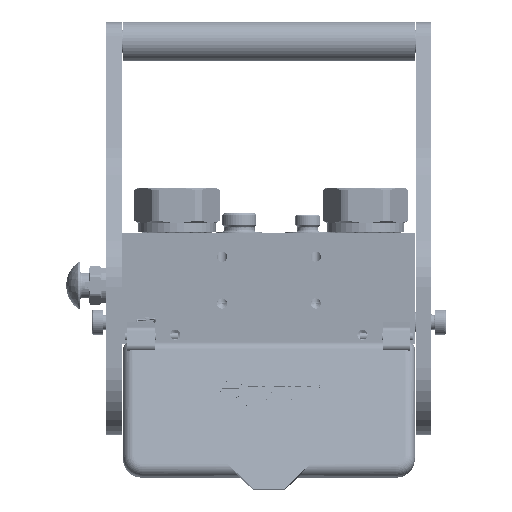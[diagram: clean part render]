
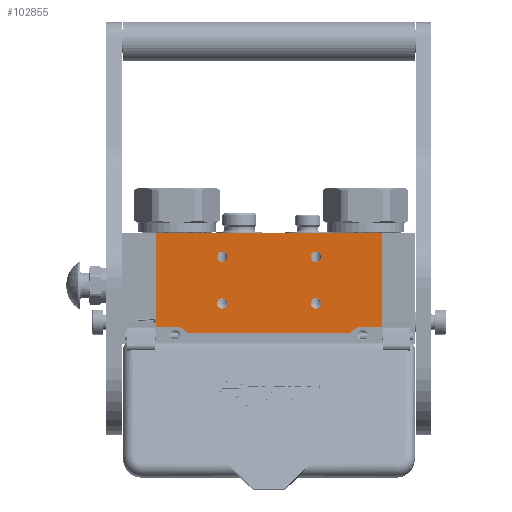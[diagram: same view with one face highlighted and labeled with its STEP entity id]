
A CAD part, left-side view. The second image highlights one B-rep face of the part: STEP entity #102855.
In plain terms, the highlighted face is planar.
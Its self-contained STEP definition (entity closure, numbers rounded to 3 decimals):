
#2592 = DIRECTION ( 'NONE',  ( 0., -1., 0. ) ) ;
#2627 = DIRECTION ( 'NONE',  ( 0., 0., -1. ) ) ;
#3781 = ORIENTED_EDGE ( 'NONE', *, *, #4347, .F. ) ;
#4114 = CARTESIAN_POINT ( 'NONE',  ( 124., 15., -108. ) ) ;
#4220 = CIRCLE ( 'NONE', #24797, 3.3 ) ;
#4347 = EDGE_CURVE ( 'NONE', #141785, #7050, #34718, .T. ) ;
#4672 = FACE_BOUND ( 'NONE', #142949, .T. ) ;
#5491 = LINE ( 'NONE', #103435, #52350 ) ;
#5841 = AXIS2_PLACEMENT_3D ( 'NONE', #50284, #2627, #146206 ) ;
#5949 = LINE ( 'NONE', #105539, #109034 ) ;
#7048 = ORIENTED_EDGE ( 'NONE', *, *, #17147, .F. ) ;
#7050 = VERTEX_POINT ( 'NONE', #101244 ) ;
#7961 = VECTOR ( 'NONE', #123813, 1000. ) ;
#9851 = LINE ( 'NONE', #150391, #95950 ) ;
#10213 = ORIENTED_EDGE ( 'NONE', *, *, #153063, .F. ) ;
#13510 = AXIS2_PLACEMENT_3D ( 'NONE', #70362, #21706, #58787 ) ;
#13877 = CARTESIAN_POINT ( 'NONE',  ( 64., 18.3, -108. ) ) ;
#14792 = DIRECTION ( 'NONE',  ( 0., 0., -1. ) ) ;
#15469 = DIRECTION ( 'NONE',  ( 0., 0., -1. ) ) ;
#15869 = VERTEX_POINT ( 'NONE', #127649 ) ;
#16007 = EDGE_CURVE ( 'NONE', #101865, #127268, #5949, .T. ) ;
#17147 = EDGE_CURVE ( 'NONE', #15869, #25623, #48879, .T. ) ;
#18989 = CIRCLE ( 'NONE', #54350, 3.3 ) ;
#19184 = VERTEX_POINT ( 'NONE', #127201 ) ;
#19203 = DIRECTION ( 'NONE',  ( 0., 0., -1. ) ) ;
#19824 = CIRCLE ( 'NONE', #43405, 3.3 ) ;
#20001 = CARTESIAN_POINT ( 'NONE',  ( 34., 60., -108. ) ) ;
#20712 = DIRECTION ( 'NONE',  ( 0., 1., 0. ) ) ;
#21706 = DIRECTION ( 'NONE',  ( 0., 0., -1. ) ) ;
#22224 = CARTESIAN_POINT ( 'NONE',  ( 34., 70., -108. ) ) ;
#22937 = CARTESIAN_POINT ( 'NONE',  ( 124., 15., -108. ) ) ;
#23023 = CARTESIAN_POINT ( 'NONE',  ( 64., 15., -108. ) ) ;
#23142 = ORIENTED_EDGE ( 'NONE', *, *, #122242, .F. ) ;
#23449 = FACE_BOUND ( 'NONE', #111811, .T. ) ;
#24797 = AXIS2_PLACEMENT_3D ( 'NONE', #23023, #142471, #46012 ) ;
#25623 = VERTEX_POINT ( 'NONE', #89867 ) ;
#29056 = VERTEX_POINT ( 'NONE', #48967 ) ;
#29413 = CIRCLE ( 'NONE', #5841, 10. ) ;
#30185 = LINE ( 'NONE', #76633, #142636 ) ;
#32791 = AXIS2_PLACEMENT_3D ( 'NONE', #22224, #34261, #154287 ) ;
#33554 = ORIENTED_EDGE ( 'NONE', *, *, #124307, .F. ) ;
#34261 = DIRECTION ( 'NONE',  ( 0., 0., -1. ) ) ;
#34718 = CIRCLE ( 'NONE', #98319, 3.3 ) ;
#36507 = FACE_BOUND ( 'NONE', #138526, .T. ) ;
#38624 = EDGE_CURVE ( 'NONE', #47341, #45185, #18989, .T. ) ;
#39013 = PLANE ( 'NONE',  #55709 ) ;
#39280 = ORIENTED_EDGE ( 'NONE', *, *, #100604, .F. ) ;
#39538 = DIRECTION ( 'NONE',  ( -1., 0., 0. ) ) ;
#40279 = FACE_BOUND ( 'NONE', #49436, .T. ) ;
#43242 = DIRECTION ( 'NONE',  ( 0., 1., 0. ) ) ;
#43405 = AXIS2_PLACEMENT_3D ( 'NONE', #4114, #112479, #87872 ) ;
#43988 = FACE_OUTER_BOUND ( 'NONE', #50534, .T. ) ;
#45185 = VERTEX_POINT ( 'NONE', #13877 ) ;
#46012 = DIRECTION ( 'NONE',  ( 0., 1., 0. ) ) ;
#47341 = VERTEX_POINT ( 'NONE', #72466 ) ;
#47589 = VERTEX_POINT ( 'NONE', #20001 ) ;
#48601 = DIRECTION ( 'NONE',  ( 0., 0., -1. ) ) ;
#48879 = CIRCLE ( 'NONE', #138326, 3.3 ) ;
#48967 = CARTESIAN_POINT ( 'NONE',  ( 124., 41.7, -108. ) ) ;
#49096 = CIRCLE ( 'NONE', #130795, 3.3 ) ;
#49356 = CARTESIAN_POINT ( 'NONE',  ( 64., 45., -108. ) ) ;
#49436 = EDGE_LOOP ( 'NONE', ( #7048, #149645 ) ) ;
#49652 = EDGE_CURVE ( 'NONE', #142861, #29056, #108194, .T. ) ;
#50284 = CARTESIAN_POINT ( 'NONE',  ( 154., 70., -108. ) ) ;
#50534 = EDGE_LOOP ( 'NONE', ( #39280, #73605, #131830, #147672, #23142, #82044, #10213, #64009 ) ) ;
#50918 = DIRECTION ( 'NONE',  ( 0., -1., 0. ) ) ;
#52106 = CARTESIAN_POINT ( 'NONE',  ( 166.7, 0., -108. ) ) ;
#52350 = VECTOR ( 'NONE', #128622, 1000. ) ;
#52692 = EDGE_CURVE ( 'NONE', #55458, #116925, #92244, .T. ) ;
#54350 = AXIS2_PLACEMENT_3D ( 'NONE', #97818, #48601, #60105 ) ;
#55458 = VERTEX_POINT ( 'NONE', #78222 ) ;
#55709 = AXIS2_PLACEMENT_3D ( 'NONE', #52106, #15469, #39538 ) ;
#58787 = DIRECTION ( 'NONE',  ( 0., 1., 0. ) ) ;
#59594 = LINE ( 'NONE', #91896, #63377 ) ;
#60018 = DIRECTION ( 'NONE',  ( 0., 0., -1. ) ) ;
#60105 = DIRECTION ( 'NONE',  ( 0., -1., 0. ) ) ;
#60458 = EDGE_CURVE ( 'NONE', #133897, #47589, #9851, .T. ) ;
#61244 = CARTESIAN_POINT ( 'NONE',  ( 124., 45., -108. ) ) ;
#62036 = CARTESIAN_POINT ( 'NONE',  ( 166.7, 60., -108. ) ) ;
#63377 = VECTOR ( 'NONE', #20712, 1000. ) ;
#64009 = ORIENTED_EDGE ( 'NONE', *, *, #87500, .F. ) ;
#65791 = CARTESIAN_POINT ( 'NONE',  ( 64., 45., -108. ) ) ;
#67143 = AXIS2_PLACEMENT_3D ( 'NONE', #49356, #14792, #50918 ) ;
#67635 = CARTESIAN_POINT ( 'NONE',  ( 21.3, 60., -108. ) ) ;
#68758 = CIRCLE ( 'NONE', #67143, 3.3 ) ;
#70362 = CARTESIAN_POINT ( 'NONE',  ( 124., 45., -108. ) ) ;
#72466 = CARTESIAN_POINT ( 'NONE',  ( 64., 11.7, -108. ) ) ;
#73605 = ORIENTED_EDGE ( 'NONE', *, *, #52692, .T. ) ;
#74578 = CARTESIAN_POINT ( 'NONE',  ( 166.7, 0., -108. ) ) ;
#76633 = CARTESIAN_POINT ( 'NONE',  ( 166.7, 60., -108. ) ) ;
#76984 = EDGE_CURVE ( 'NONE', #25623, #15869, #19824, .T. ) ;
#78222 = CARTESIAN_POINT ( 'NONE',  ( 166.7, 0., -108. ) ) ;
#82044 = ORIENTED_EDGE ( 'NONE', *, *, #16007, .F. ) ;
#83135 = VERTEX_POINT ( 'NONE', #62036 ) ;
#87500 = EDGE_CURVE ( 'NONE', #83135, #19184, #30185, .T. ) ;
#87872 = DIRECTION ( 'NONE',  ( 0., 1., 0. ) ) ;
#89867 = CARTESIAN_POINT ( 'NONE',  ( 124., 18.3, -108. ) ) ;
#90041 = DIRECTION ( 'NONE',  ( 1., 0., 0. ) ) ;
#91896 = CARTESIAN_POINT ( 'NONE',  ( 166.7, 0., -108. ) ) ;
#92244 = LINE ( 'NONE', #74578, #7961 ) ;
#95470 = ORIENTED_EDGE ( 'NONE', *, *, #38624, .F. ) ;
#95950 = VECTOR ( 'NONE', #90041, 1000. ) ;
#97378 = DIRECTION ( 'NONE',  ( 0., 0., -1. ) ) ;
#97818 = CARTESIAN_POINT ( 'NONE',  ( 64., 15., -108. ) ) ;
#98319 = AXIS2_PLACEMENT_3D ( 'NONE', #65791, #19203, #43242 ) ;
#100151 = DIRECTION ( 'NONE',  ( -1., 0., 0. ) ) ;
#100604 = EDGE_CURVE ( 'NONE', #55458, #83135, #59594, .T. ) ;
#101244 = CARTESIAN_POINT ( 'NONE',  ( 64., 41.7, -108. ) ) ;
#101865 = VERTEX_POINT ( 'NONE', #142515 ) ;
#102855 = ADVANCED_FACE ( 'NONE', ( #36507, #40279, #4672, #23449, #43988 ), #39013, .T. ) ;
#103435 = CARTESIAN_POINT ( 'NONE',  ( 21.3, 0., -108. ) ) ;
#105539 = CARTESIAN_POINT ( 'NONE',  ( 145.854, 64.2, -108. ) ) ;
#108194 = CIRCLE ( 'NONE', #13510, 3.3 ) ;
#109034 = VECTOR ( 'NONE', #116082, 1000. ) ;
#111811 = EDGE_LOOP ( 'NONE', ( #95470, #113163 ) ) ;
#112479 = DIRECTION ( 'NONE',  ( 0., 0., -1. ) ) ;
#113163 = ORIENTED_EDGE ( 'NONE', *, *, #130461, .F. ) ;
#114395 = CARTESIAN_POINT ( 'NONE',  ( 21.3, 0., -108. ) ) ;
#114422 = ORIENTED_EDGE ( 'NONE', *, *, #118922, .F. ) ;
#116082 = DIRECTION ( 'NONE',  ( -1., 0., 0. ) ) ;
#116925 = VERTEX_POINT ( 'NONE', #114395 ) ;
#118922 = EDGE_CURVE ( 'NONE', #29056, #142861, #49096, .T. ) ;
#120011 = CARTESIAN_POINT ( 'NONE',  ( 124., 48.3, -108. ) ) ;
#122242 = EDGE_CURVE ( 'NONE', #127268, #47589, #144434, .T. ) ;
#123813 = DIRECTION ( 'NONE',  ( -1., 0., 0. ) ) ;
#124307 = EDGE_CURVE ( 'NONE', #7050, #141785, #68758, .T. ) ;
#127201 = CARTESIAN_POINT ( 'NONE',  ( 154., 60., -108. ) ) ;
#127268 = VERTEX_POINT ( 'NONE', #149534 ) ;
#127649 = CARTESIAN_POINT ( 'NONE',  ( 124., 11.7, -108. ) ) ;
#128622 = DIRECTION ( 'NONE',  ( 0., 1., 0. ) ) ;
#130461 = EDGE_CURVE ( 'NONE', #45185, #47341, #4220, .T. ) ;
#130795 = AXIS2_PLACEMENT_3D ( 'NONE', #61244, #97378, #2592 ) ;
#131830 = ORIENTED_EDGE ( 'NONE', *, *, #150068, .T. ) ;
#132336 = CARTESIAN_POINT ( 'NONE',  ( 64., 48.3, -108. ) ) ;
#133897 = VERTEX_POINT ( 'NONE', #67635 ) ;
#138326 = AXIS2_PLACEMENT_3D ( 'NONE', #22937, #60018, #153949 ) ;
#138526 = EDGE_LOOP ( 'NONE', ( #114422, #150997 ) ) ;
#141785 = VERTEX_POINT ( 'NONE', #132336 ) ;
#142471 = DIRECTION ( 'NONE',  ( 0., 0., -1. ) ) ;
#142515 = CARTESIAN_POINT ( 'NONE',  ( 145.854, 64.2, -108. ) ) ;
#142636 = VECTOR ( 'NONE', #100151, 1000. ) ;
#142861 = VERTEX_POINT ( 'NONE', #120011 ) ;
#142949 = EDGE_LOOP ( 'NONE', ( #33554, #3781 ) ) ;
#144434 = CIRCLE ( 'NONE', #32791, 10. ) ;
#146206 = DIRECTION ( 'NONE',  ( 0., -1., 0. ) ) ;
#147672 = ORIENTED_EDGE ( 'NONE', *, *, #60458, .T. ) ;
#149534 = CARTESIAN_POINT ( 'NONE',  ( 42.146, 64.2, -108. ) ) ;
#149645 = ORIENTED_EDGE ( 'NONE', *, *, #76984, .F. ) ;
#150068 = EDGE_CURVE ( 'NONE', #116925, #133897, #5491, .T. ) ;
#150391 = CARTESIAN_POINT ( 'NONE',  ( 21.3, 60., -108. ) ) ;
#150997 = ORIENTED_EDGE ( 'NONE', *, *, #49652, .F. ) ;
#153063 = EDGE_CURVE ( 'NONE', #19184, #101865, #29413, .T. ) ;
#153949 = DIRECTION ( 'NONE',  ( 0., -1., 0. ) ) ;
#154287 = DIRECTION ( 'NONE',  ( 0.815, -0.58, 0. ) ) ;
